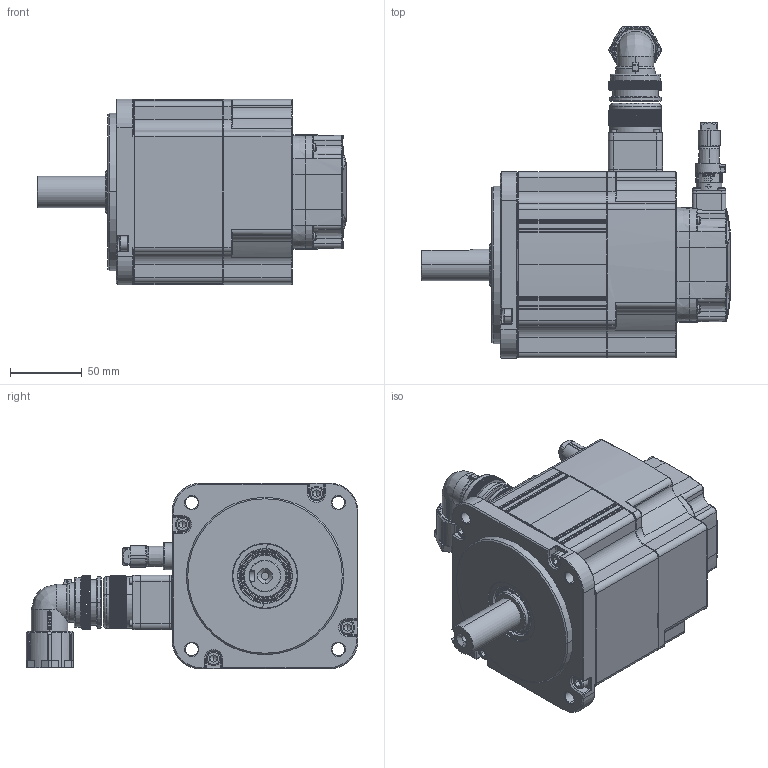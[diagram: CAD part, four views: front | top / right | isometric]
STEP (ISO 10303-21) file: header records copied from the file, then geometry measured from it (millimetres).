
FILE_DESCRIPTION (( 'STEP AP203' ), '1' );
FILE_NAME ('EM3G09D-100-A1-S（永磁交流伺服电机）.STEP', '2021-02-02T08:21:59', ( '' ), ( '' ), 'SwSTEP 2.0', 'SolidWorks 2018', '' );
FILE_SCHEMA (( 'CONFIG_CONTROL_DESIGN' ));
Length unit declared in the file: millimetre
Products named in the file (1): EM3G09D-100-A1-S（永磁交流伺服电机）
Bounding box: 216 x 232.07 x 130 mm (x, y, z)
Surface area: 148634.3 mm2 (no closed solid volume)
Topology: 0 solids, 50 shells, 1796 faces, 7371 edges, 5258 vertices
Faces by surface type: plane 731, cylinder 581, cone 237, torus 142, bspline 87, sphere 18
Entity records: 88164 total; most frequent: CARTESIAN_POINT 32193, ORIENTED_EDGE 11131, DIRECTION 10690, EDGE_CURVE 7356, VERTEX_POINT 5258, AXIS2_PLACEMENT_3D 3935, LINE 2820, VECTOR 2820
